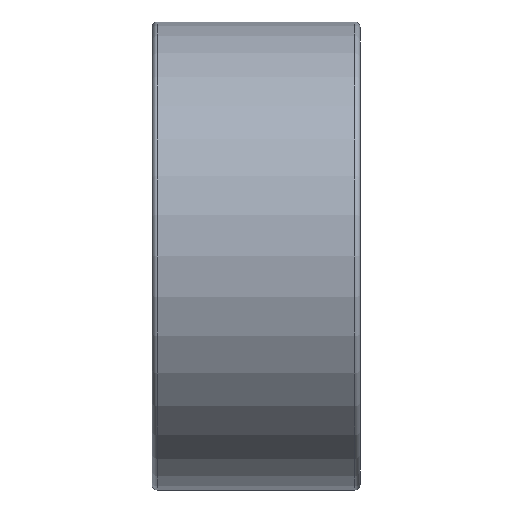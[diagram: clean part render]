
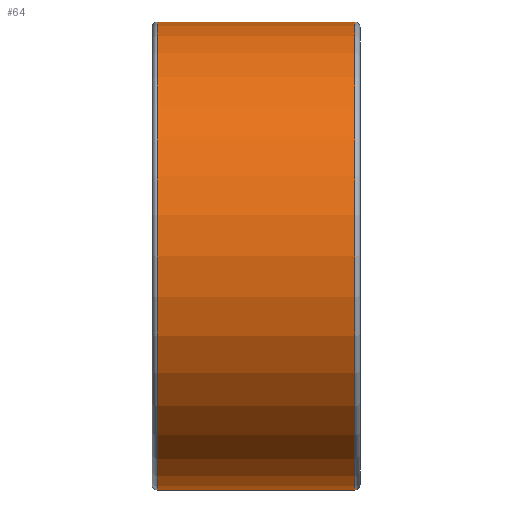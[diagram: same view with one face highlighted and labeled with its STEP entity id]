
A CAD part, front view. The second image highlights one B-rep face of the part: STEP entity #64.
In plain terms, the highlighted cylindrical face has radius 4.5 mm (diameter 9 mm), a full revolution.
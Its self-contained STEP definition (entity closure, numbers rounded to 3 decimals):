
#64 = ADVANCED_FACE( '', ( #137, #138 ), #139, .T. );
#137 = FACE_OUTER_BOUND( '', #208, .T. );
#138 = FACE_OUTER_BOUND( '', #209, .T. );
#139 = CYLINDRICAL_SURFACE( '', #210, 4.5 );
#208 = EDGE_LOOP( '', ( #297 ) );
#209 = EDGE_LOOP( '', ( #298 ) );
#210 = AXIS2_PLACEMENT_3D( '', #299, #300, #301 );
#297 = ORIENTED_EDGE( '', *, *, #346, .T. );
#298 = ORIENTED_EDGE( '', *, *, #338, .F. );
#299 = CARTESIAN_POINT( '', ( 4., 0., 0. ) );
#300 = DIRECTION( '', ( -1., 0., 0. ) );
#301 = DIRECTION( '', ( 0., 0., -1. ) );
#338 = EDGE_CURVE( '', #381, #381, #382, .T. );
#346 = EDGE_CURVE( '', #393, #393, #394, .T. );
#381 = VERTEX_POINT( '', #429 );
#382 = CIRCLE( '', #430, 4.5 );
#393 = VERTEX_POINT( '', #441 );
#394 = CIRCLE( '', #442, 4.5 );
#429 = CARTESIAN_POINT( '', ( 3.9, 0., -4.5 ) );
#430 = AXIS2_PLACEMENT_3D( '', #481, #482, #483 );
#441 = CARTESIAN_POINT( '', ( 0.1, 0., -4.5 ) );
#442 = AXIS2_PLACEMENT_3D( '', #493, #494, #495 );
#481 = CARTESIAN_POINT( '', ( 3.9, 0., 0. ) );
#482 = DIRECTION( '', ( 1., 0., 0. ) );
#483 = DIRECTION( '', ( 0., 0., -1. ) );
#493 = CARTESIAN_POINT( '', ( 0.1, 0., 0. ) );
#494 = DIRECTION( '', ( 1., 0., 0. ) );
#495 = DIRECTION( '', ( 0., 0., -1. ) );
